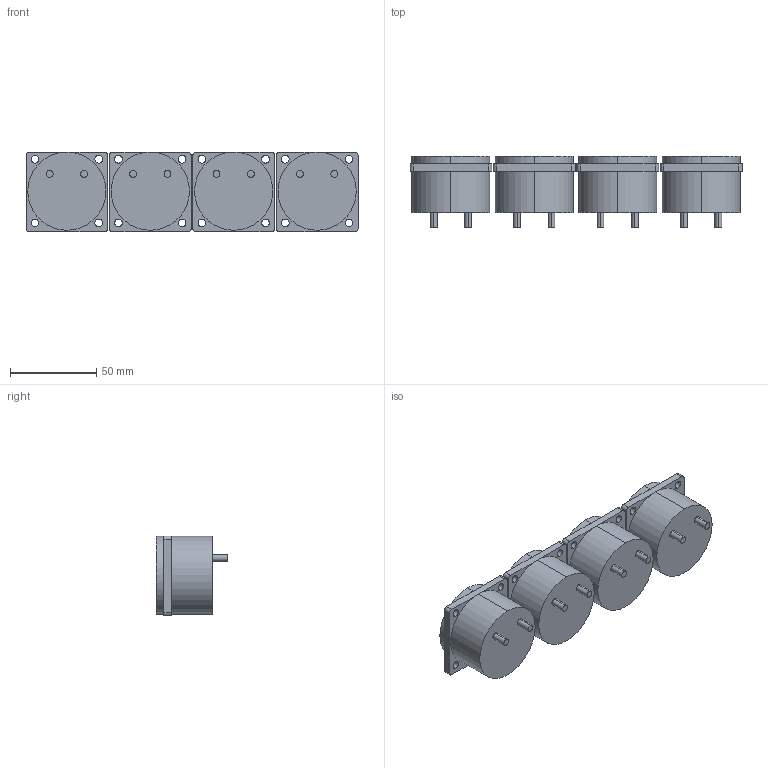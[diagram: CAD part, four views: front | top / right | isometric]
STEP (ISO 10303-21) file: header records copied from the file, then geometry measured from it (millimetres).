
FILE_DESCRIPTION (( 'STEP AP214' ), '1' );
FILE_NAME ('part_AnalogueGauge.STEP', '2019-06-05T03:43:15', ( 'Windows User' ), ( '' ), 'SwSTEP 2.0', 'SolidWorks 2019', '' );
FILE_SCHEMA (( 'AUTOMOTIVE_DESIGN' ));
Length unit declared in the file: millimetre
Products named in the file (1): part_AnalogueGauge
Bounding box: 193 x 41.8 x 46.5 mm (x, y, z)
Volume: 222897.1 mm3; surface area: 38442.1 mm2
Topology: 4 solids, 4 shells, 120 faces, 296 edges, 192 vertices
Faces by surface type: cylinder 80, plane 40
Entity records: 3737 total; most frequent: DIRECTION 698, CARTESIAN_POINT 609, ORIENTED_EDGE 592, EDGE_CURVE 296, AXIS2_PLACEMENT_3D 281, VERTEX_POINT 192, EDGE_LOOP 160, CIRCLE 160
